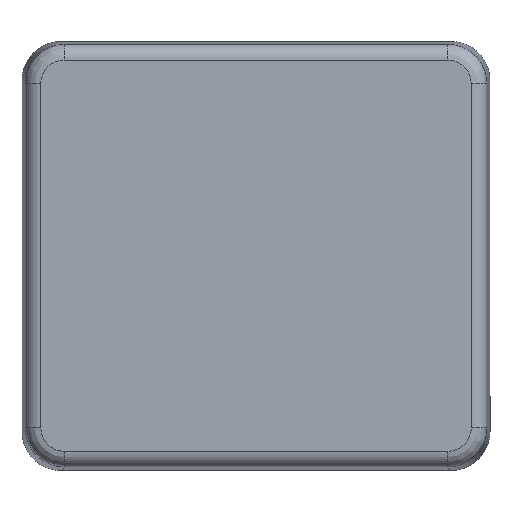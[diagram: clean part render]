
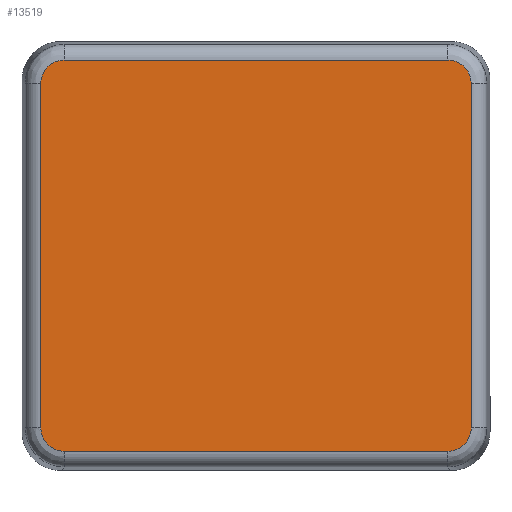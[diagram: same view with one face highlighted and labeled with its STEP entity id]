
A CAD part, top view. The second image highlights one B-rep face of the part: STEP entity #13519.
In plain terms, the highlighted planar face has unit normal (0, 0, 1).
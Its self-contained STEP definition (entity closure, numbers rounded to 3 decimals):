
#190=ELLIPSE('',#14212,3.001,3.);
#191=ELLIPSE('',#14218,3.001,3.);
#194=ELLIPSE('',#14222,3.001,3.);
#196=ELLIPSE('',#14228,3.001,3.);
#1727=FACE_OUTER_BOUND('',#2546,.T.);
#2546=EDGE_LOOP('',(#10595,#10596,#10597,#10598,#10599,#10600,#10601,#10602));
#3523=LINE('',#28446,#4567);
#3525=LINE('',#28452,#4569);
#3526=LINE('',#28525,#4570);
#3528=LINE('',#28531,#4572);
#4567=VECTOR('',#15703,44.162);
#4569=VECTOR('',#15709,49.162);
#4570=VECTOR('',#15726,49.162);
#4572=VECTOR('',#15732,44.162);
#5977=VERTEX_POINT('',#28436);
#5979=VERTEX_POINT('',#28440);
#5980=VERTEX_POINT('',#28444);
#5981=VERTEX_POINT('',#28448);
#5983=VERTEX_POINT('',#28483);
#5984=VERTEX_POINT('',#28517);
#5986=VERTEX_POINT('',#28523);
#5987=VERTEX_POINT('',#28527);
#7624=EDGE_CURVE('',#5977,#5979,#190,.T.);
#7626=EDGE_CURVE('',#5979,#5980,#3523,.F.);
#7629=EDGE_CURVE('',#5981,#5977,#3525,.F.);
#7631=EDGE_CURVE('',#5980,#5983,#191,.T.);
#7635=EDGE_CURVE('',#5984,#5981,#194,.T.);
#7637=EDGE_CURVE('',#5983,#5986,#3526,.F.);
#7640=EDGE_CURVE('',#5987,#5984,#3528,.F.);
#7642=EDGE_CURVE('',#5986,#5987,#196,.T.);
#10595=ORIENTED_EDGE('',*,*,#7629,.T.);
#10596=ORIENTED_EDGE('',*,*,#7624,.T.);
#10597=ORIENTED_EDGE('',*,*,#7626,.T.);
#10598=ORIENTED_EDGE('',*,*,#7631,.T.);
#10599=ORIENTED_EDGE('',*,*,#7637,.T.);
#10600=ORIENTED_EDGE('',*,*,#7642,.T.);
#10601=ORIENTED_EDGE('',*,*,#7640,.T.);
#10602=ORIENTED_EDGE('',*,*,#7635,.T.);
#13023=PLANE('',#14238);
#13519=ADVANCED_FACE('',(#1727),#13023,.T.);
#14212=AXIS2_PLACEMENT_3D('',#28442,#15697,#15698);
#14218=AXIS2_PLACEMENT_3D('',#28485,#15712,#15713);
#14222=AXIS2_PLACEMENT_3D('',#28521,#15720,#15721);
#14228=AXIS2_PLACEMENT_3D('',#28563,#15735,#15736);
#14238=AXIS2_PLACEMENT_3D('',#28583,#15761,#15762);
#15697=DIRECTION('center_axis',(0.,0.,1.));
#15698=DIRECTION('ref_axis',(-0.707,0.707,0.));
#15703=DIRECTION('',(0.,1.,0.));
#15709=DIRECTION('',(1.,0.,0.));
#15712=DIRECTION('center_axis',(0.,0.,1.));
#15713=DIRECTION('ref_axis',(-0.707,-0.707,0.));
#15720=DIRECTION('center_axis',(0.,0.,1.));
#15721=DIRECTION('ref_axis',(0.707,0.707,0.));
#15726=DIRECTION('',(-1.,0.,0.));
#15732=DIRECTION('',(0.,-1.,0.));
#15735=DIRECTION('center_axis',(0.,0.,1.));
#15736=DIRECTION('ref_axis',(0.707,-0.707,0.));
#15761=DIRECTION('center_axis',(0.,0.,1.));
#15762=DIRECTION('ref_axis',(1.,0.,0.));
#28436=CARTESIAN_POINT('',(-24.581,25.081,26.));
#28440=CARTESIAN_POINT('',(-27.581,22.081,26.));
#28442=CARTESIAN_POINT('Origin',(-24.58,22.08,26.));
#28444=CARTESIAN_POINT('',(-27.581,-22.081,26.));
#28446=CARTESIAN_POINT('',(-27.581,-22.081,26.));
#28448=CARTESIAN_POINT('',(24.581,25.081,26.));
#28452=CARTESIAN_POINT('',(-24.581,25.081,26.));
#28483=CARTESIAN_POINT('',(-24.581,-25.081,26.));
#28485=CARTESIAN_POINT('Origin',(-24.58,-22.08,26.));
#28517=CARTESIAN_POINT('',(27.581,22.081,26.));
#28521=CARTESIAN_POINT('Origin',(24.58,22.08,26.));
#28523=CARTESIAN_POINT('',(24.581,-25.081,26.));
#28525=CARTESIAN_POINT('',(24.581,-25.081,26.));
#28527=CARTESIAN_POINT('',(27.581,-22.081,26.));
#28531=CARTESIAN_POINT('',(27.581,22.081,26.));
#28563=CARTESIAN_POINT('Origin',(24.58,-22.08,26.));
#28583=CARTESIAN_POINT('Origin',(-30.,-27.5,26.));
